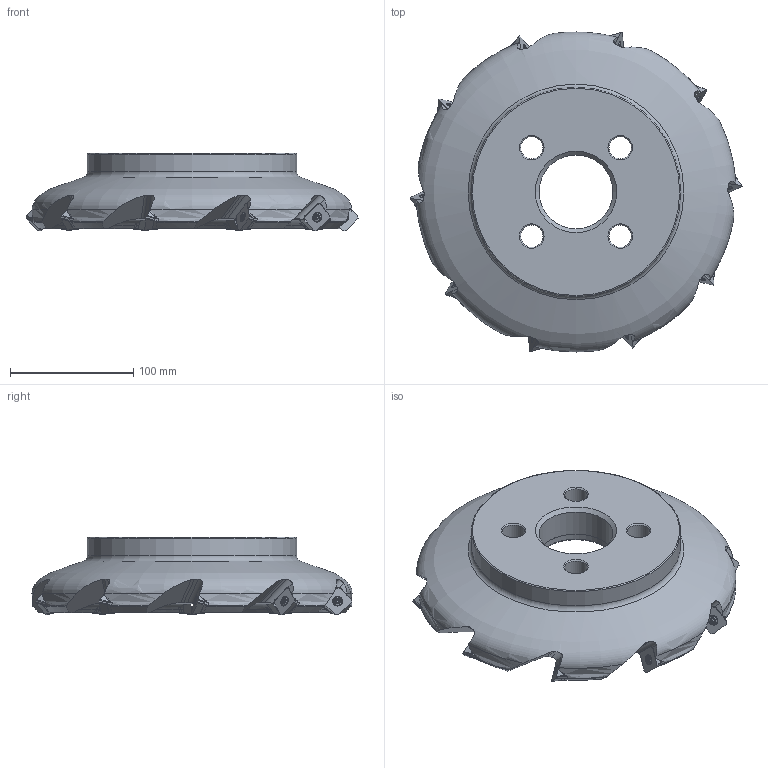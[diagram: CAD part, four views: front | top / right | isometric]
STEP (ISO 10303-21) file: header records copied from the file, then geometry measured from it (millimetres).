
FILE_DESCRIPTION(/* description */ (''),/* implementation_level */ '2;1');
FILE_NAME(/* name */ 'toolassembly_1.stp',/* time_stamp */ '2019-09-03T14:10:13+02:00',/* author */ (''),/* organization */ ('SMS'),/* preprocessor_version */ 'ST-DEVELOPER v16.7',/* originating_system */ 'SIEMENS PLM Software NX 12.0',/* authorisation */ '');
FILE_SCHEMA (('AUTOMOTIVE_DESIGN { 1 0 10303 214 3 1 1 1 }'));
Length unit declared in the file: millimetre
Products named in the file (4): CUT_20190903140941; NOCUT_20190903140859; ASSEMBLY_CONSTRUCTION; TOOLASSEMBLY_1
Assembly tree (12 placements, depth 2):
  TOOLASSEMBLY_1
    ASSEMBLY_CONSTRUCTION
    NOCUT_20190903140859
    CUT_20190903140941  x10
Bounding box: 269.69 x 259.97 x 63 mm (x, y, z)
Volume: 1580563.2 mm3; surface area: 156882.9 mm2
Topology: 11 solids, 11 shells, 1037 faces, 2772 edges, 1811 vertices
Faces by surface type: plane 363, cylinder 268, cone 140, torus 94, bspline 80, extrusion 80, sphere 10, revolution 2
Full cylindrical faces by diameter (mm): 4.5 x10, 5.7 x10, 7.15 x10, 8.103 x10, 18 x4, 60.015 x1, 60.3 x1, 128.5 x1, 170 x1
Entity records: 27512 total; most frequent: CARTESIAN_POINT 10583, ORIENTED_EDGE 3604, DIRECTION 3240, EDGE_CURVE 1802, AXIS2_PLACEMENT_3D 1368, VERTEX_POINT 1198, EDGE_LOOP 838, ADVANCED_FACE 722
